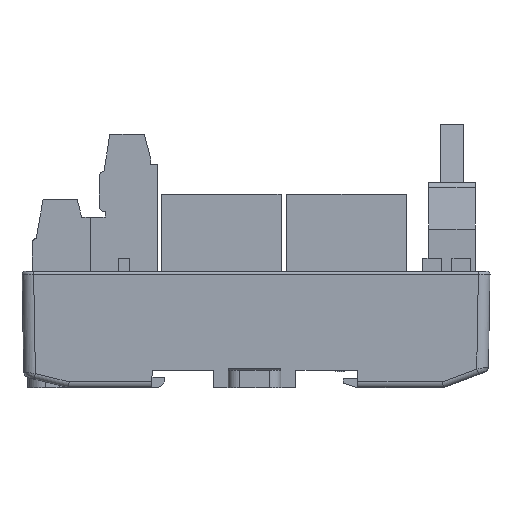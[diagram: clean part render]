
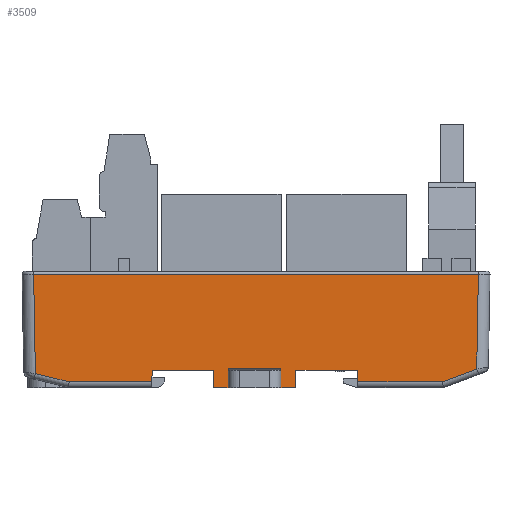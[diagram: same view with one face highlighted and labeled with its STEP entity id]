
A CAD part, left-side view. The second image highlights one B-rep face of the part: STEP entity #3509.
In plain terms, the highlighted planar face has unit normal (-1, 0, -0.018).
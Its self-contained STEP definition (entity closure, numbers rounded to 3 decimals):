
#2085=FACE_OUTER_BOUND('',#7364,.T.);
#3509=ADVANCED_FACE('',(#2085),#5043,.T.);
#5043=PLANE('',#30062);
#7364=EDGE_LOOP('',(#9895,#9896,#9897,#9898,#9899,#9900,#9901,#9902,#9903,
#9904,#9905,#9906,#9907,#9908,#9909,#9910,#9911,#9912));
#9895=ORIENTED_EDGE('',*,*,#20176,.T.);
#9896=ORIENTED_EDGE('',*,*,#20177,.T.);
#9897=ORIENTED_EDGE('',*,*,#20178,.T.);
#9898=ORIENTED_EDGE('',*,*,#20179,.T.);
#9899=ORIENTED_EDGE('',*,*,#20180,.T.);
#9900=ORIENTED_EDGE('',*,*,#20181,.T.);
#9901=ORIENTED_EDGE('',*,*,#20182,.T.);
#9902=ORIENTED_EDGE('',*,*,#20024,.T.);
#9903=ORIENTED_EDGE('',*,*,#19883,.T.);
#9904=ORIENTED_EDGE('',*,*,#20155,.F.);
#9905=ORIENTED_EDGE('',*,*,#20153,.T.);
#9906=ORIENTED_EDGE('',*,*,#19958,.F.);
#9907=ORIENTED_EDGE('',*,*,#20157,.T.);
#9908=ORIENTED_EDGE('',*,*,#19954,.F.);
#9909=ORIENTED_EDGE('',*,*,#20149,.T.);
#9910=ORIENTED_EDGE('',*,*,#20160,.T.);
#9911=ORIENTED_EDGE('',*,*,#19873,.T.);
#9912=ORIENTED_EDGE('',*,*,#19936,.T.);
#17205=VERTEX_POINT('',#39580);
#17218=VERTEX_POINT('',#39605);
#17219=VERTEX_POINT('',#39607);
#17228=VERTEX_POINT('',#39625);
#17276=VERTEX_POINT('',#39729);
#17290=VERTEX_POINT('',#39765);
#17291=VERTEX_POINT('',#39767);
#17293=VERTEX_POINT('',#39773);
#17294=VERTEX_POINT('',#39775);
#17346=VERTEX_POINT('',#39915);
#17417=VERTEX_POINT('',#40167);
#17419=VERTEX_POINT('',#40172);
#17421=VERTEX_POINT('',#40223);
#17422=VERTEX_POINT('',#40225);
#17423=VERTEX_POINT('',#40227);
#17424=VERTEX_POINT('',#40229);
#17425=VERTEX_POINT('',#40231);
#17426=VERTEX_POINT('',#40233);
#19873=EDGE_CURVE('',#17219,#17218,#23786,.T.);
#19883=EDGE_CURVE('',#17205,#17228,#23794,.T.);
#19936=EDGE_CURVE('',#17218,#17276,#23845,.T.);
#19954=EDGE_CURVE('',#17290,#17291,#23863,.T.);
#19958=EDGE_CURVE('',#17293,#17294,#23867,.T.);
#20024=EDGE_CURVE('',#17346,#17205,#23921,.T.);
#20149=EDGE_CURVE('',#17290,#17417,#24029,.T.);
#20153=EDGE_CURVE('',#17419,#17294,#24032,.T.);
#20155=EDGE_CURVE('',#17419,#17228,#24034,.T.);
#20157=EDGE_CURVE('',#17293,#17291,#24036,.T.);
#20160=EDGE_CURVE('',#17417,#17219,#24039,.T.);
#20176=EDGE_CURVE('',#17276,#17421,#24051,.T.);
#20177=EDGE_CURVE('',#17421,#17422,#24052,.T.);
#20178=EDGE_CURVE('',#17422,#17423,#24053,.T.);
#20179=EDGE_CURVE('',#17423,#17424,#24054,.T.);
#20180=EDGE_CURVE('',#17424,#17425,#24055,.T.);
#20181=EDGE_CURVE('',#17425,#17426,#24056,.T.);
#20182=EDGE_CURVE('',#17426,#17346,#24057,.T.);
#23786=LINE('',#39606,#26991);
#23794=LINE('',#39626,#26999);
#23845=LINE('',#39730,#27050);
#23863=LINE('',#39766,#27068);
#23867=LINE('',#39774,#27072);
#23921=LINE('',#39914,#27126);
#24029=LINE('',#40168,#27234);
#24032=LINE('',#40176,#27237);
#24034=LINE('',#40179,#27239);
#24036=LINE('',#40183,#27241);
#24039=LINE('',#40188,#27244);
#24051=LINE('',#40222,#27256);
#24052=LINE('',#40224,#27257);
#24053=LINE('',#40226,#27258);
#24054=LINE('',#40228,#27259);
#24055=LINE('',#40230,#27260);
#24056=LINE('',#40232,#27261);
#24057=LINE('',#40234,#27262);
#26991=VECTOR('',#32164,1.);
#26999=VECTOR('',#32176,1.);
#27050=VECTOR('',#32237,1.);
#27068=VECTOR('',#32263,1.);
#27072=VECTOR('',#32269,1.);
#27126=VECTOR('',#32359,1.);
#27234=VECTOR('',#32615,1.);
#27237=VECTOR('',#32622,1.);
#27239=VECTOR('',#32626,1.);
#27241=VECTOR('',#32632,1.);
#27244=VECTOR('',#32639,1.);
#27256=VECTOR('',#32695,1.);
#27257=VECTOR('',#32696,1.);
#27258=VECTOR('',#32697,1.);
#27259=VECTOR('',#32698,1.);
#27260=VECTOR('',#32699,1.);
#27261=VECTOR('',#32700,1.);
#27262=VECTOR('',#32701,1.);
#30062=AXIS2_PLACEMENT_3D('',#40235,#32702,#32703);
#32164=DIRECTION('',(0.,-1.,0.));
#32176=DIRECTION('',(0.,-1.,0.));
#32237=DIRECTION('',(0.017,0.,-1.));
#32263=DIRECTION('',(-0.017,0.,1.));
#32269=DIRECTION('',(0.017,0.,-1.));
#32359=DIRECTION('',(-0.017,-0.017,1.));
#32615=DIRECTION('',(0.,-1.,0.));
#32622=DIRECTION('',(0.,-1.,0.));
#32626=DIRECTION('',(-0.017,0.035,0.999));
#32632=DIRECTION('',(0.,-1.,0.));
#32639=DIRECTION('',(-0.017,-0.035,0.999));
#32695=DIRECTION('',(0.,-1.,0.));
#32696=DIRECTION('',(-0.006,-0.936,0.351));
#32697=DIRECTION('',(-0.017,-0.017,1.));
#32698=DIRECTION('',(0.,1.,0.));
#32699=DIRECTION('',(0.017,-0.017,-1.));
#32700=DIRECTION('',(0.004,-0.97,-0.243));
#32701=DIRECTION('',(0.,-1.,0.));
#32702=DIRECTION('',(-1.,0.,-0.017));
#32703=DIRECTION('',(-0.017,0.,1.));
#39580=CARTESIAN_POINT('',(99.532,191.259,191.8));
#39605=CARTESIAN_POINT('',(99.532,155.928,191.8));
#39606=CARTESIAN_POINT('',(99.532,167.416,191.8));
#39607=CARTESIAN_POINT('',(99.532,166.564,191.8));
#39625=CARTESIAN_POINT('',(99.532,180.773,191.8));
#39626=CARTESIAN_POINT('',(99.532,167.416,191.8));
#39729=CARTESIAN_POINT('',(99.567,155.928,189.783));
#39730=CARTESIAN_POINT('',(99.564,155.928,189.971));
#39765=CARTESIAN_POINT('',(99.584,169.118,188.8));
#39766=CARTESIAN_POINT('',(99.557,169.118,190.348));
#39767=CARTESIAN_POINT('',(99.527,169.118,192.084));
#39773=CARTESIAN_POINT('',(99.527,178.218,192.084));
#39774=CARTESIAN_POINT('',(99.531,178.218,191.847));
#39775=CARTESIAN_POINT('',(99.584,178.218,188.8));
#39914=CARTESIAN_POINT('',(99.23,190.957,209.109));
#39915=CARTESIAN_POINT('',(99.567,191.294,189.783));
#40167=CARTESIAN_POINT('',(99.584,166.668,188.8));
#40168=CARTESIAN_POINT('',(99.584,173.41,188.8));
#40172=CARTESIAN_POINT('',(99.584,180.668,188.8));
#40176=CARTESIAN_POINT('',(99.584,173.41,188.8));
#40179=CARTESIAN_POINT('',(99.24,181.357,208.525));
#40183=CARTESIAN_POINT('',(99.527,173.41,192.084));
#40188=CARTESIAN_POINT('',(99.587,166.675,188.625));
#40222=CARTESIAN_POINT('',(99.567,173.41,189.783));
#40223=CARTESIAN_POINT('',(99.567,141.382,189.783));
#40224=CARTESIAN_POINT('',(99.71,163.206,181.599));
#40225=CARTESIAN_POINT('',(99.528,135.494,191.991));
#40226=CARTESIAN_POINT('',(99.247,135.212,208.136));
#40227=CARTESIAN_POINT('',(99.244,135.21,208.291));
#40228=CARTESIAN_POINT('',(99.244,173.41,208.291));
#40229=CARTESIAN_POINT('',(99.244,211.611,208.291));
#40230=CARTESIAN_POINT('',(99.55,211.305,190.756));
#40231=CARTESIAN_POINT('',(99.542,211.313,191.237));
#40232=CARTESIAN_POINT('',(99.679,179.775,183.352));
#40233=CARTESIAN_POINT('',(99.567,205.496,189.783));
#40234=CARTESIAN_POINT('',(99.567,173.41,189.783));
#40235=CARTESIAN_POINT('',(99.235,173.41,208.803));
